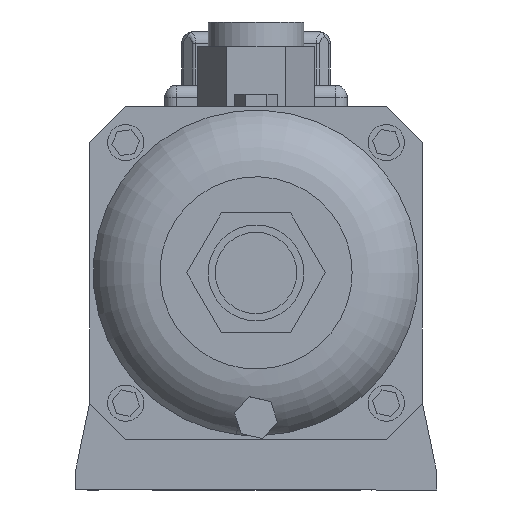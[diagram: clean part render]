
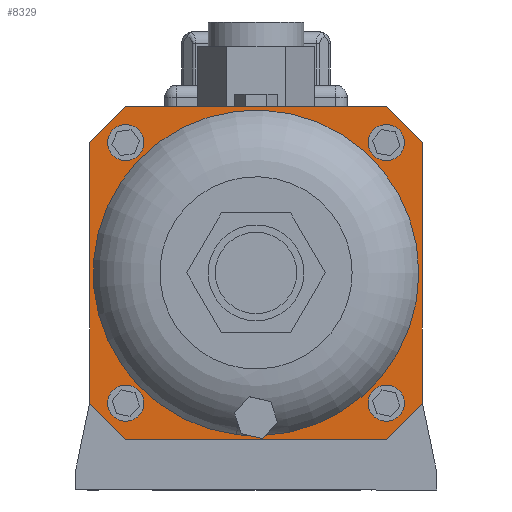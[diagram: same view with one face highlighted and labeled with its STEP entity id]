
A CAD part, left-side view. The second image highlights one B-rep face of the part: STEP entity #8329.
In plain terms, the highlighted planar face has unit normal (-1, 0, 0).
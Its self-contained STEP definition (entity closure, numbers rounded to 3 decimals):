
#179=FACE_BOUND($,#1384,.T.);
#180=FACE_BOUND($,#1385,.T.);
#181=FACE_BOUND($,#1386,.T.);
#182=FACE_BOUND($,#1387,.T.);
#183=FACE_BOUND($,#1388,.T.);
#446=PLANE($,#9069);
#878=FACE_OUTER_BOUND($,#1383,.T.);
#1383=EDGE_LOOP($,(#7323,#7324,#7325,#7326,#7327,#7328,#7329,#7330));
#1384=EDGE_LOOP($,(#7331,#7332));
#1385=EDGE_LOOP($,(#7333));
#1386=EDGE_LOOP($,(#7334));
#1387=EDGE_LOOP($,(#7335));
#1388=EDGE_LOOP($,(#7336));
#1805=CIRCLE($,#9068,7.85);
#1806=CIRCLE($,#9070,67.5);
#1807=CIRCLE($,#9071,7.5);
#1808=CIRCLE($,#9072,7.5);
#1809=CIRCLE($,#9073,7.5);
#1810=CIRCLE($,#9074,7.5);
#2480=LINE($,#14115,#3280);
#2481=LINE($,#14117,#3281);
#2482=LINE($,#14119,#3282);
#2483=LINE($,#14121,#3283);
#2484=LINE($,#14123,#3284);
#2485=LINE($,#14125,#3285);
#2486=LINE($,#14127,#3286);
#2487=LINE($,#14128,#3287);
#3280=VECTOR($,#11055,21.213);
#3281=VECTOR($,#11056,108.);
#3282=VECTOR($,#11057,21.213);
#3283=VECTOR($,#11058,108.);
#3284=VECTOR($,#11059,21.213);
#3285=VECTOR($,#11060,108.);
#3286=VECTOR($,#11061,21.213);
#3287=VECTOR($,#11062,108.);
#4086=VERTEX_POINT($,#14039);
#4087=VERTEX_POINT($,#14040);
#4088=VERTEX_POINT($,#14113);
#4089=VERTEX_POINT($,#14114);
#4090=VERTEX_POINT($,#14116);
#4091=VERTEX_POINT($,#14118);
#4092=VERTEX_POINT($,#14120);
#4093=VERTEX_POINT($,#14122);
#4094=VERTEX_POINT($,#14124);
#4095=VERTEX_POINT($,#14126);
#4096=VERTEX_POINT($,#14130);
#4097=VERTEX_POINT($,#14132);
#4098=VERTEX_POINT($,#14134);
#4099=VERTEX_POINT($,#14136);
#5197=EDGE_CURVE($,#4087,#4086,#1805,.T.);
#5198=EDGE_CURVE($,#4088,#4089,#2480,.T.);
#5199=EDGE_CURVE($,#4088,#4090,#2481,.T.);
#5200=EDGE_CURVE($,#4091,#4090,#2482,.T.);
#5201=EDGE_CURVE($,#4091,#4092,#2483,.T.);
#5202=EDGE_CURVE($,#4093,#4092,#2484,.T.);
#5203=EDGE_CURVE($,#4093,#4094,#2485,.T.);
#5204=EDGE_CURVE($,#4095,#4094,#2486,.T.);
#5205=EDGE_CURVE($,#4095,#4089,#2487,.T.);
#5206=EDGE_CURVE($,#4087,#4086,#1806,.T.);
#5207=EDGE_CURVE($,#4096,#4096,#1807,.T.);
#5208=EDGE_CURVE($,#4097,#4097,#1808,.T.);
#5209=EDGE_CURVE($,#4098,#4098,#1809,.T.);
#5210=EDGE_CURVE($,#4099,#4099,#1810,.T.);
#7323=ORIENTED_EDGE($,*,*,#5198,.F.);
#7324=ORIENTED_EDGE($,*,*,#5199,.T.);
#7325=ORIENTED_EDGE($,*,*,#5200,.F.);
#7326=ORIENTED_EDGE($,*,*,#5201,.T.);
#7327=ORIENTED_EDGE($,*,*,#5202,.F.);
#7328=ORIENTED_EDGE($,*,*,#5203,.T.);
#7329=ORIENTED_EDGE($,*,*,#5204,.F.);
#7330=ORIENTED_EDGE($,*,*,#5205,.T.);
#7331=ORIENTED_EDGE($,*,*,#5197,.T.);
#7332=ORIENTED_EDGE($,*,*,#5206,.F.);
#7333=ORIENTED_EDGE($,*,*,#5207,.T.);
#7334=ORIENTED_EDGE($,*,*,#5208,.T.);
#7335=ORIENTED_EDGE($,*,*,#5209,.T.);
#7336=ORIENTED_EDGE($,*,*,#5210,.T.);
#8329=ADVANCED_FACE($,(#878,#179,#180,#181,#182,#183),#446,.T.);
#9068=AXIS2_PLACEMENT_3D($,#14111,#11051,#11052);
#9069=AXIS2_PLACEMENT_3D($,#14112,#11053,#11054);
#9070=AXIS2_PLACEMENT_3D($,#14129,#11063,#11064);
#9071=AXIS2_PLACEMENT_3D($,#14131,#11065,#11066);
#9072=AXIS2_PLACEMENT_3D($,#14133,#11067,#11068);
#9073=AXIS2_PLACEMENT_3D($,#14135,#11069,#11070);
#9074=AXIS2_PLACEMENT_3D($,#14137,#11071,#11072);
#11051=DIRECTION('center_axis',(1.,0.,0.));
#11052=DIRECTION('ref_axis',(0.,1.,0.));
#11053=DIRECTION('center_axis',(-1.,0.,0.));
#11054=DIRECTION('ref_axis',(0.,-1.,0.));
#11055=DIRECTION($,(0.,0.707,0.707));
#11056=DIRECTION($,(0.,-1.,0.));
#11057=DIRECTION($,(0.,0.707,-0.707));
#11058=DIRECTION($,(0.,0.,1.));
#11059=DIRECTION($,(0.,-0.707,-0.707));
#11060=DIRECTION($,(0.,1.,0.));
#11061=DIRECTION($,(0.,-0.707,0.707));
#11062=DIRECTION($,(0.,0.,-1.));
#11063=DIRECTION('center_axis',(-1.,0.,0.));
#11064=DIRECTION('ref_axis',(0.,-1.,0.));
#11065=DIRECTION('center_axis',(1.,0.,0.));
#11066=DIRECTION('ref_axis',(0.,1.,0.));
#11067=DIRECTION('center_axis',(1.,0.,0.));
#11068=DIRECTION('ref_axis',(0.,1.,0.));
#11069=DIRECTION('center_axis',(1.,0.,0.));
#11070=DIRECTION('ref_axis',(0.,1.,0.));
#11071=DIRECTION('center_axis',(1.,0.,0.));
#11072=DIRECTION('ref_axis',(0.,1.,0.));
#14039=CARTESIAN_POINT('',(-144.627,2.458,22.545));
#14040=CARTESIAN_POINT('',(-144.627,-2.458,22.545));
#14111=CARTESIAN_POINT('Origin',(-144.627,0.,30.));
#14112=CARTESIAN_POINT('Origin',(-144.627,0.,90.));
#14113=CARTESIAN_POINT('',(-144.627,54.,21.));
#14114=CARTESIAN_POINT('',(-144.627,69.,36.));
#14115=CARTESIAN_POINT($,(-144.627,61.5,28.5));
#14116=CARTESIAN_POINT('',(-144.627,-54.,21.));
#14117=CARTESIAN_POINT($,(-144.627,69.,21.));
#14118=CARTESIAN_POINT('',(-144.627,-69.,36.));
#14119=CARTESIAN_POINT($,(-144.627,-61.5,28.5));
#14120=CARTESIAN_POINT('',(-144.627,-69.,144.));
#14121=CARTESIAN_POINT($,(-144.627,-69.,21.));
#14122=CARTESIAN_POINT('',(-144.627,-54.,159.));
#14123=CARTESIAN_POINT($,(-144.627,-61.5,151.5));
#14124=CARTESIAN_POINT('',(-144.627,54.,159.));
#14125=CARTESIAN_POINT($,(-144.627,-69.,159.));
#14126=CARTESIAN_POINT('',(-144.627,69.,144.));
#14127=CARTESIAN_POINT($,(-144.627,61.5,151.5));
#14128=CARTESIAN_POINT($,(-144.627,69.,159.));
#14129=CARTESIAN_POINT('Origin',(-144.627,0.,90.));
#14130=CARTESIAN_POINT('',(-144.627,46.5,144.));
#14131=CARTESIAN_POINT('Origin',(-144.627,54.,144.));
#14132=CARTESIAN_POINT('',(-144.627,-61.5,144.));
#14133=CARTESIAN_POINT('Origin',(-144.627,-54.,144.));
#14134=CARTESIAN_POINT('',(-144.627,46.5,36.));
#14135=CARTESIAN_POINT('Origin',(-144.627,54.,36.));
#14136=CARTESIAN_POINT('',(-144.627,-61.5,36.));
#14137=CARTESIAN_POINT('Origin',(-144.627,-54.,36.));
